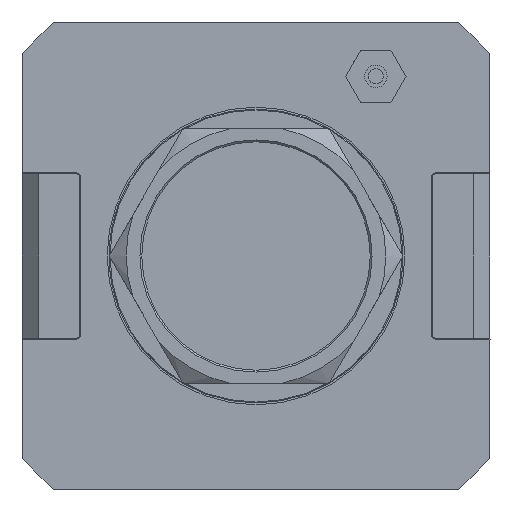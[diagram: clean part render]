
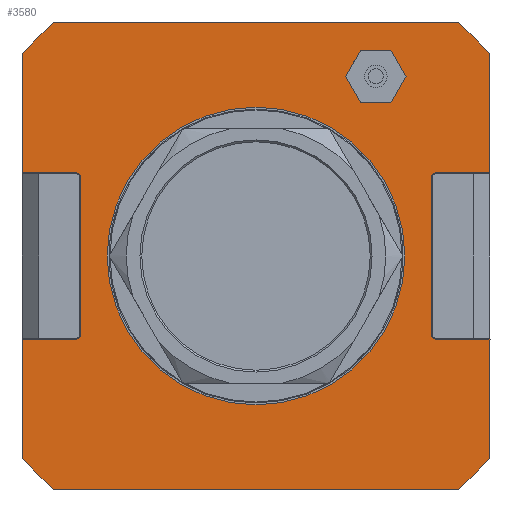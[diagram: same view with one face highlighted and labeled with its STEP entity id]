
A CAD part, left-side view. The second image highlights one B-rep face of the part: STEP entity #3580.
In plain terms, the highlighted planar face has unit normal (-1, 0, 0).
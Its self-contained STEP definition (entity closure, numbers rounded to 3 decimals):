
#258=DIRECTION('',(0.,0.,-1.));
#259=VECTOR('',#258,42.);
#260=CARTESIAN_POINT('',(-57.,-46.85,21.));
#261=LINE('',#260,#259);
#262=CARTESIAN_POINT('',(-57.,-48.05,-21.));
#263=DIRECTION('',(-1.,0.,0.));
#264=DIRECTION('',(0.,1.,0.));
#265=AXIS2_PLACEMENT_3D('',#262,#263,#264);
#267=DIRECTION('',(0.,-1.,0.));
#268=VECTOR('',#267,14.45);
#269=CARTESIAN_POINT('',(-57.,-48.05,-22.2));
#270=LINE('',#269,#268);
#271=DIRECTION('',(0.,0.,-1.));
#272=VECTOR('',#271,31.652);
#273=CARTESIAN_POINT('',(-57.,-62.5,-22.2));
#274=LINE('',#273,#272);
#275=DIRECTION('',(0.,1.,0.));
#276=VECTOR('',#275,107.703);
#277=CARTESIAN_POINT('',(-57.,-53.852,-62.5));
#278=LINE('',#277,#276);
#279=DIRECTION('',(0.,0.,1.));
#280=VECTOR('',#279,31.652);
#281=CARTESIAN_POINT('',(-57.,62.5,-53.852));
#282=LINE('',#281,#280);
#283=DIRECTION('',(0.,-1.,0.));
#284=VECTOR('',#283,14.45);
#285=CARTESIAN_POINT('',(-57.,62.5,-22.2));
#286=LINE('',#285,#284);
#287=CARTESIAN_POINT('',(-57.,48.05,-21.));
#288=DIRECTION('',(-1.,0.,0.));
#289=DIRECTION('',(0.,0.,-1.));
#290=AXIS2_PLACEMENT_3D('',#287,#288,#289);
#292=DIRECTION('',(0.,0.,1.));
#293=VECTOR('',#292,42.);
#294=CARTESIAN_POINT('',(-57.,46.85,-21.));
#295=LINE('',#294,#293);
#296=CARTESIAN_POINT('',(-57.,48.05,21.));
#297=DIRECTION('',(-1.,0.,0.));
#298=DIRECTION('',(0.,-1.,0.));
#299=AXIS2_PLACEMENT_3D('',#296,#297,#298);
#301=DIRECTION('',(0.,1.,0.));
#302=VECTOR('',#301,14.45);
#303=CARTESIAN_POINT('',(-57.,48.05,22.2));
#304=LINE('',#303,#302);
#305=DIRECTION('',(0.,0.,1.));
#306=VECTOR('',#305,31.652);
#307=CARTESIAN_POINT('',(-57.,62.5,22.2));
#308=LINE('',#307,#306);
#309=DIRECTION('',(0.,-1.,0.));
#310=VECTOR('',#309,107.703);
#311=CARTESIAN_POINT('',(-57.,53.852,62.5));
#312=LINE('',#311,#310);
#313=DIRECTION('',(0.,0.,-1.));
#314=VECTOR('',#313,31.652);
#315=CARTESIAN_POINT('',(-57.,-62.5,53.852));
#316=LINE('',#315,#314);
#317=DIRECTION('',(0.,1.,0.));
#318=VECTOR('',#317,14.45);
#319=CARTESIAN_POINT('',(-57.,-62.5,22.2));
#320=LINE('',#319,#318);
#321=CARTESIAN_POINT('',(-57.,-48.05,21.));
#322=DIRECTION('',(-1.,0.,0.));
#323=DIRECTION('',(0.,0.,1.));
#324=AXIS2_PLACEMENT_3D('',#321,#322,#323);
#326=CARTESIAN_POINT('',(-57.,0.,0.));
#327=DIRECTION('',(1.,0.,0.));
#328=DIRECTION('',(0.,0.,-1.));
#329=AXIS2_PLACEMENT_3D('',#326,#327,#328);
#331=CARTESIAN_POINT('',(-57.,0.,0.));
#332=DIRECTION('',(-1.,0.,0.));
#333=DIRECTION('',(0.,0.,-1.));
#334=AXIS2_PLACEMENT_3D('',#331,#332,#333);
#336=CARTESIAN_POINT('',(-57.,-32.,48.));
#337=DIRECTION('',(-1.,0.,0.));
#338=DIRECTION('',(0.,-1.,0.));
#339=AXIS2_PLACEMENT_3D('',#336,#337,#338);
#341=CARTESIAN_POINT('',(-57.,-32.,48.));
#342=DIRECTION('',(-1.,0.,0.));
#343=DIRECTION('',(0.,1.,0.));
#344=AXIS2_PLACEMENT_3D('',#341,#342,#343);
#356=CARTESIAN_POINT('',(-57.,-62.5,22.2));
#618=CARTESIAN_POINT('',(-57.,0.,0.));
#619=DIRECTION('',(-1.,0.,0.));
#620=DIRECTION('',(0.,-0.758,0.653));
#621=AXIS2_PLACEMENT_3D('',#618,#619,#620);
#802=CARTESIAN_POINT('',(-57.,0.,0.));
#803=DIRECTION('',(1.,0.,0.));
#804=DIRECTION('',(0.,0.758,0.653));
#805=AXIS2_PLACEMENT_3D('',#802,#803,#804);
#906=CARTESIAN_POINT('',(-57.,62.5,22.2));
#928=CARTESIAN_POINT('',(-57.,62.5,-22.2));
#1017=CARTESIAN_POINT('',(-57.,0.,0.));
#1018=DIRECTION('',(1.,0.,0.));
#1019=DIRECTION('',(0.,0.653,-0.758));
#1020=AXIS2_PLACEMENT_3D('',#1017,#1018,#1019);
#1201=CARTESIAN_POINT('',(-57.,0.,0.));
#1202=DIRECTION('',(-1.,0.,0.));
#1203=DIRECTION('',(0.,-0.653,-0.758));
#1204=AXIS2_PLACEMENT_3D('',#1201,#1202,#1203);
#1972=CARTESIAN_POINT('',(-57.,-62.5,-22.2));
#2599=CARTESIAN_POINT('',(-57.,-53.852,-62.5));
#2600=CARTESIAN_POINT('',(-57.,53.852,-62.5));
#2601=VERTEX_POINT('',#2599);
#2602=VERTEX_POINT('',#2600);
#2603=CARTESIAN_POINT('',(-57.,53.852,62.5));
#2604=CARTESIAN_POINT('',(-57.,-53.852,62.5));
#2605=VERTEX_POINT('',#2603);
#2606=VERTEX_POINT('',#2604);
#2607=CARTESIAN_POINT('',(-57.,-62.5,-53.852));
#2608=VERTEX_POINT('',#2607);
#2609=CARTESIAN_POINT('',(-57.,-62.5,53.852));
#2610=VERTEX_POINT('',#2609);
#2611=CARTESIAN_POINT('',(-57.,62.5,-53.852));
#2612=VERTEX_POINT('',#2611);
#2613=CARTESIAN_POINT('',(-57.,62.5,53.852));
#2614=VERTEX_POINT('',#2613);
#2624=CARTESIAN_POINT('',(-57.,0.,-39.75));
#2626=VERTEX_POINT('',#2624);
#2628=CARTESIAN_POINT('',(-57.,0.,39.75));
#2630=VERTEX_POINT('',#2628);
#2659=CARTESIAN_POINT('',(-57.,-46.85,21.));
#2660=CARTESIAN_POINT('',(-57.,-46.85,-21.));
#2661=VERTEX_POINT('',#2659);
#2662=VERTEX_POINT('',#2660);
#2667=CARTESIAN_POINT('',(-57.,46.85,-21.));
#2668=CARTESIAN_POINT('',(-57.,46.85,21.));
#2669=VERTEX_POINT('',#2667);
#2670=VERTEX_POINT('',#2668);
#2675=VERTEX_POINT('',#356);
#2678=VERTEX_POINT('',#1972);
#2679=VERTEX_POINT('',#928);
#2682=VERTEX_POINT('',#906);
#2683=CARTESIAN_POINT('',(-57.,-48.05,-22.2));
#2684=VERTEX_POINT('',#2683);
#2687=CARTESIAN_POINT('',(-57.,-48.05,22.2));
#2688=VERTEX_POINT('',#2687);
#2691=CARTESIAN_POINT('',(-57.,48.05,22.2));
#2692=VERTEX_POINT('',#2691);
#2695=CARTESIAN_POINT('',(-57.,48.05,-22.2));
#2696=VERTEX_POINT('',#2695);
#2991=CARTESIAN_POINT('',(-57.,-39.,48.));
#2992=CARTESIAN_POINT('',(-57.,-25.,48.));
#2993=VERTEX_POINT('',#2991);
#2994=VERTEX_POINT('',#2992);
#3522=CARTESIAN_POINT('',(-57.,0.,0.));
#3523=DIRECTION('',(-1.,0.,0.));
#3524=DIRECTION('',(0.,0.,1.));
#3525=AXIS2_PLACEMENT_3D('',#3522,#3523,#3524);
#3526=PLANE('',#3525);
#3528=ORIENTED_EDGE('',*,*,#3527,.T.);
#3530=ORIENTED_EDGE('',*,*,#3529,.T.);
#3532=ORIENTED_EDGE('',*,*,#3531,.T.);
#3534=ORIENTED_EDGE('',*,*,#3533,.T.);
#3536=ORIENTED_EDGE('',*,*,#3535,.F.);
#3538=ORIENTED_EDGE('',*,*,#3537,.T.);
#3540=ORIENTED_EDGE('',*,*,#3539,.T.);
#3542=ORIENTED_EDGE('',*,*,#3541,.T.);
#3544=ORIENTED_EDGE('',*,*,#3543,.T.);
#3546=ORIENTED_EDGE('',*,*,#3545,.T.);
#3548=ORIENTED_EDGE('',*,*,#3547,.T.);
#3550=ORIENTED_EDGE('',*,*,#3549,.T.);
#3552=ORIENTED_EDGE('',*,*,#3551,.T.);
#3554=ORIENTED_EDGE('',*,*,#3553,.T.);
#3556=ORIENTED_EDGE('',*,*,#3555,.T.);
#3558=ORIENTED_EDGE('',*,*,#3557,.T.);
#3560=ORIENTED_EDGE('',*,*,#3559,.F.);
#3562=ORIENTED_EDGE('',*,*,#3561,.T.);
#3564=ORIENTED_EDGE('',*,*,#3563,.T.);
#3566=ORIENTED_EDGE('',*,*,#3565,.T.);
#3567=EDGE_LOOP('',(#3528,#3530,#3532,#3534,#3536,#3538,#3540,#3542,#3544,#3546,
#3548,#3550,#3552,#3554,#3556,#3558,#3560,#3562,#3564,#3566));
#3568=FACE_OUTER_BOUND('',#3567,.F.);
#3570=ORIENTED_EDGE('',*,*,#3569,.F.);
#3572=ORIENTED_EDGE('',*,*,#3571,.T.);
#3573=EDGE_LOOP('',(#3570,#3572));
#3574=FACE_BOUND('',#3573,.F.);
#3576=ORIENTED_EDGE('',*,*,#3575,.T.);
#3577=ORIENTED_EDGE('',*,*,#3506,.T.);
#3578=EDGE_LOOP('',(#3576,#3577));
#3579=FACE_BOUND('',#3578,.F.);
#3580=ADVANCED_FACE('',(#3568,#3574,#3579),#3526,.T.);
#266=CIRCLE('',#265,1.2);
#291=CIRCLE('',#290,1.2);
#300=CIRCLE('',#299,1.2);
#325=CIRCLE('',#324,1.2);
#330=CIRCLE('',#329,39.75);
#335=CIRCLE('',#334,39.75);
#340=CIRCLE('',#339,7.);
#345=CIRCLE('',#344,7.);
#622=CIRCLE('',#621,82.5);
#806=CIRCLE('',#805,82.5);
#1021=CIRCLE('',#1020,82.5);
#1205=CIRCLE('',#1204,82.5);
#3506=EDGE_CURVE('',#2994,#2993,#345,.T.);
#3527=EDGE_CURVE('',#2661,#2662,#261,.T.);
#3529=EDGE_CURVE('',#2662,#2684,#266,.T.);
#3531=EDGE_CURVE('',#2684,#2678,#270,.T.);
#3533=EDGE_CURVE('',#2678,#2608,#274,.T.);
#3535=EDGE_CURVE('',#2601,#2608,#1205,.T.);
#3537=EDGE_CURVE('',#2601,#2602,#278,.T.);
#3539=EDGE_CURVE('',#2602,#2612,#1021,.T.);
#3541=EDGE_CURVE('',#2612,#2679,#282,.T.);
#3543=EDGE_CURVE('',#2679,#2696,#286,.T.);
#3545=EDGE_CURVE('',#2696,#2669,#291,.T.);
#3547=EDGE_CURVE('',#2669,#2670,#295,.T.);
#3549=EDGE_CURVE('',#2670,#2692,#300,.T.);
#3551=EDGE_CURVE('',#2692,#2682,#304,.T.);
#3553=EDGE_CURVE('',#2682,#2614,#308,.T.);
#3555=EDGE_CURVE('',#2614,#2605,#806,.T.);
#3557=EDGE_CURVE('',#2605,#2606,#312,.T.);
#3559=EDGE_CURVE('',#2610,#2606,#622,.T.);
#3561=EDGE_CURVE('',#2610,#2675,#316,.T.);
#3563=EDGE_CURVE('',#2675,#2688,#320,.T.);
#3565=EDGE_CURVE('',#2688,#2661,#325,.T.);
#3569=EDGE_CURVE('',#2626,#2630,#330,.T.);
#3571=EDGE_CURVE('',#2626,#2630,#335,.T.);
#3575=EDGE_CURVE('',#2993,#2994,#340,.T.);
